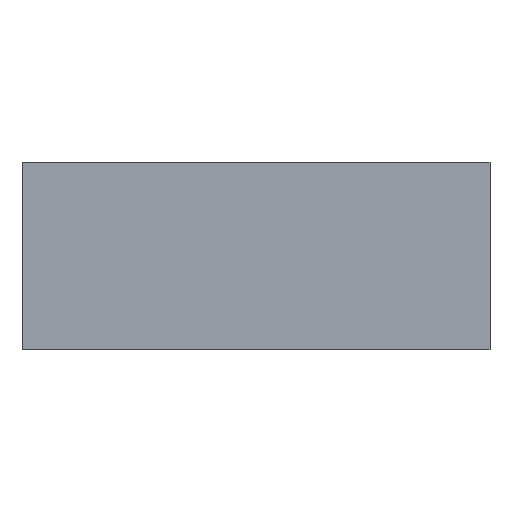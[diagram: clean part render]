
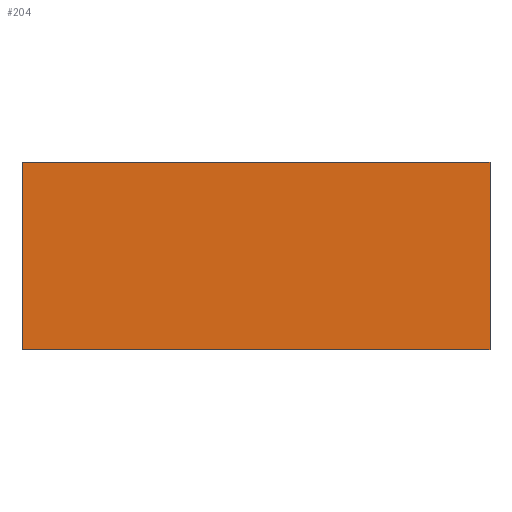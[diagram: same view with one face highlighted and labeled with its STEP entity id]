
A CAD part, front view. The second image highlights one B-rep face of the part: STEP entity #204.
In plain terms, the highlighted planar face has unit normal (0, -1, 0).
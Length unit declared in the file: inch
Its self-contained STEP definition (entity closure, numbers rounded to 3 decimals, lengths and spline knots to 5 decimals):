
#6 = EDGE_CURVE ( 'NONE', #225, #174, #161, .T. ) ;
#17 = CARTESIAN_POINT ( 'NONE',  ( -0.09843, -2.52953, 0.07874 ) ) ;
#39 = VECTOR ( 'NONE', #300, 39.37008 ) ;
#48 = EDGE_CURVE ( 'NONE', #174, #206, #256, .T. ) ;
#65 = DIRECTION ( 'NONE',  ( 0., 1., 0. ) ) ;
#71 = ORIENTED_EDGE ( 'NONE', *, *, #481, .T. ) ;
#78 = VECTOR ( 'NONE', #230, 39.37008 ) ;
#96 = AXIS2_PLACEMENT_3D ( 'NONE', #17, #65, #482 ) ;
#104 = DIRECTION ( 'NONE',  ( 0., 0., -1. ) ) ;
#115 = CARTESIAN_POINT ( 'NONE',  ( -0.09843, -2.52953, 0. ) ) ;
#120 = CARTESIAN_POINT ( 'NONE',  ( -0.09843, -2.52953, 0.07874 ) ) ;
#132 = VECTOR ( 'NONE', #104, 39.37008 ) ;
#161 = LINE ( 'NONE', #120, #303 ) ;
#174 = VERTEX_POINT ( 'NONE', #439 ) ;
#175 = CARTESIAN_POINT ( 'NONE',  ( 0.09843, -2.52953, 0.07874 ) ) ;
#204 = ADVANCED_FACE ( 'NONE', ( #445 ), #518, .F. ) ;
#206 = VERTEX_POINT ( 'NONE', #355 ) ;
#217 = VERTEX_POINT ( 'NONE', #351 ) ;
#225 = VERTEX_POINT ( 'NONE', #486 ) ;
#230 = DIRECTION ( 'NONE',  ( 1., 0., 0. ) ) ;
#245 = EDGE_LOOP ( 'NONE', ( #315, #278, #516, #71 ) ) ;
#256 = LINE ( 'NONE', #175, #39 ) ;
#278 = ORIENTED_EDGE ( 'NONE', *, *, #48, .F. ) ;
#300 = DIRECTION ( 'NONE',  ( 0., 0., -1. ) ) ;
#303 = VECTOR ( 'NONE', #456, 39.37008 ) ;
#312 = LINE ( 'NONE', #316, #132 ) ;
#315 = ORIENTED_EDGE ( 'NONE', *, *, #402, .T. ) ;
#316 = CARTESIAN_POINT ( 'NONE',  ( -0.09843, -2.52953, 0.07874 ) ) ;
#351 = CARTESIAN_POINT ( 'NONE',  ( -0.09843, -2.52953, 0. ) ) ;
#355 = CARTESIAN_POINT ( 'NONE',  ( 0.09843, -2.52953, 0. ) ) ;
#402 = EDGE_CURVE ( 'NONE', #217, #206, #438, .T. ) ;
#438 = LINE ( 'NONE', #115, #78 ) ;
#439 = CARTESIAN_POINT ( 'NONE',  ( 0.09843, -2.52953, 0.07874 ) ) ;
#445 = FACE_OUTER_BOUND ( 'NONE', #245, .T. ) ;
#456 = DIRECTION ( 'NONE',  ( 1., 0., 0. ) ) ;
#481 = EDGE_CURVE ( 'NONE', #225, #217, #312, .T. ) ;
#482 = DIRECTION ( 'NONE',  ( 0., 0., 1. ) ) ;
#486 = CARTESIAN_POINT ( 'NONE',  ( -0.09843, -2.52953, 0.07874 ) ) ;
#516 = ORIENTED_EDGE ( 'NONE', *, *, #6, .F. ) ;
#518 = PLANE ( 'NONE',  #96 ) ;
